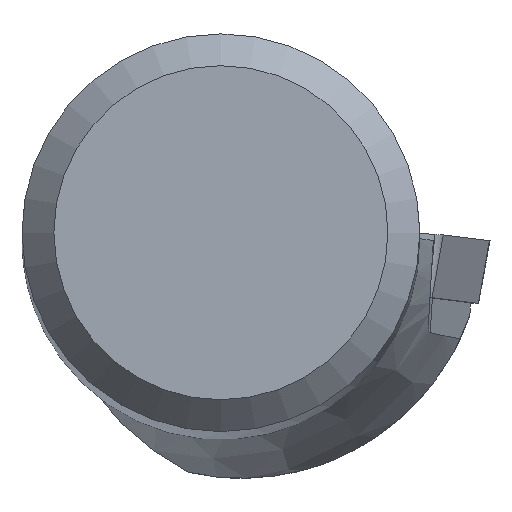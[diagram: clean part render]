
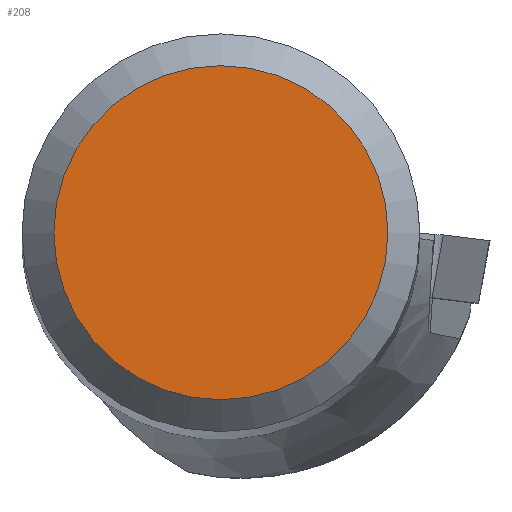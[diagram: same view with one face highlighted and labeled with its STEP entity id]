
A CAD part, top view. The second image highlights one B-rep face of the part: STEP entity #208.
In plain terms, the highlighted planar face has unit normal (0, 0, 1).
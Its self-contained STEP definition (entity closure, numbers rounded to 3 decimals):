
#157=FACE_OUTER_BOUND('',#434,.T.);
#208=ADVANCED_FACE('',(#157),#249,.T.);
#249=PLANE('',#1137);
#434=EDGE_LOOP('',(#609));
#609=ORIENTED_EDGE('',*,*,#910,.F.);
#802=VERTEX_POINT('',#1865);
#910=EDGE_CURVE('',#802,#802,#975,.T.);
#975=CIRCLE('',#1136,10.491);
#1136=AXIS2_PLACEMENT_3D('',#1864,#1365,#1366);
#1137=AXIS2_PLACEMENT_3D('',#1866,#1367,#1368);
#1365=DIRECTION('',(0.,0.,-1.));
#1366=DIRECTION('',(-1.,0.,0.));
#1367=DIRECTION('',(0.,0.,1.));
#1368=DIRECTION('',(-1.,0.,0.));
#1864=CARTESIAN_POINT('',(0.,0.,0.));
#1865=CARTESIAN_POINT('',(-10.491,0.,0.));
#1866=CARTESIAN_POINT('',(0.,0.,0.));
